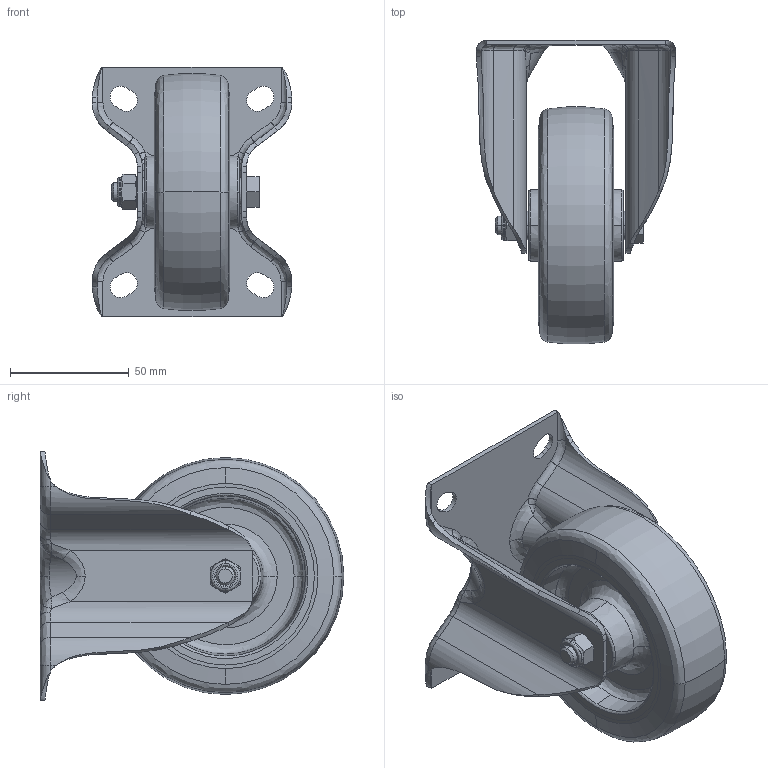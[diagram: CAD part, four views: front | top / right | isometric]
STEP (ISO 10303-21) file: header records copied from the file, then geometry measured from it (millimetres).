
FILE_DESCRIPTION (( 'STEP AP214' ), '1' );
FILE_NAME ('0056755.step', '2024-04-08T11:31:02', ( '' ), ( '' ), 'SwSTEP 2.0', 'SolidWorks 2020', '' );
FILE_SCHEMA (( 'AUTOMOTIVE_DESIGN' ));
Length unit declared in the file: millimetre
Products named in the file (1): 0056755
Bounding box: 84 x 127.9 x 105 mm (x, y, z)
Volume: 221989 mm3; surface area: 68928.4 mm2
Topology: 1 solids, 1 shells, 253 faces, 599 edges, 360 vertices
Faces by surface type: bspline 126, plane 50, cylinder 50, cone 25, torus 2
Entity records: 15563 total; most frequent: CARTESIAN_POINT 10113, ORIENTED_EDGE 1198, DIRECTION 741, EDGE_CURVE 599, VERTEX_POINT 360, AXIS2_PLACEMENT_3D 286, EDGE_LOOP 275, B_SPLINE_CURVE_WITH_KNOTS 256
